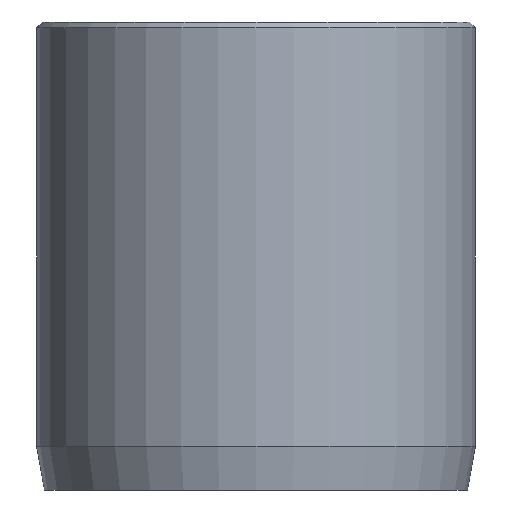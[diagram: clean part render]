
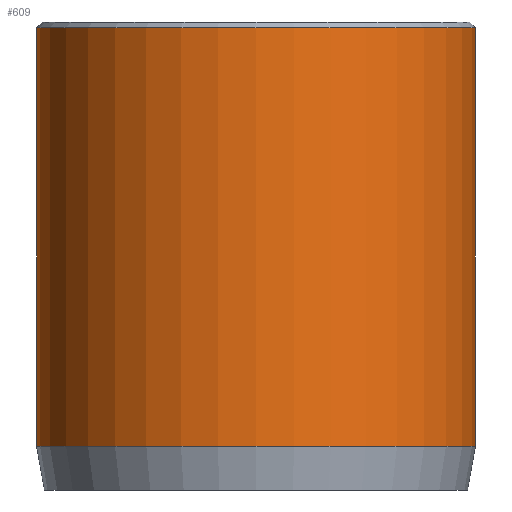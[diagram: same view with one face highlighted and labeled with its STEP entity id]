
A CAD part, front view. The second image highlights one B-rep face of the part: STEP entity #609.
In plain terms, the highlighted cylindrical face has radius 7.5 mm (diameter 15 mm), a partial arc.
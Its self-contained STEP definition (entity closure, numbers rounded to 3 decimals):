
#56 = ORIENTED_EDGE ( 'NONE', *, *, #777, .T. ) ;
#60 = EDGE_CURVE ( 'NONE', #161, #208, #1008, .T. ) ;
#72 = CARTESIAN_POINT ( 'NONE',  ( 7.5, 0., 1.5 ) ) ;
#92 = DIRECTION ( 'NONE',  ( 0., 0., 1. ) ) ;
#123 = CARTESIAN_POINT ( 'NONE',  ( -7.5, 0., 15.8 ) ) ;
#155 = DIRECTION ( 'NONE',  ( 1., 0., 0. ) ) ;
#161 = VERTEX_POINT ( 'NONE', #178 ) ;
#178 = CARTESIAN_POINT ( 'NONE',  ( 7.5, 0., 15.8 ) ) ;
#186 = EDGE_LOOP ( 'NONE', ( #965, #723, #773, #56 ) ) ;
#208 = VERTEX_POINT ( 'NONE', #72 ) ;
#214 = CARTESIAN_POINT ( 'NONE',  ( 0., 0., 15.8 ) ) ;
#227 = DIRECTION ( 'NONE',  ( 0., 0., -1. ) ) ;
#293 = EDGE_CURVE ( 'NONE', #708, #1178, #425, .T. ) ;
#336 = DIRECTION ( 'NONE',  ( 0., 0., -1. ) ) ;
#350 = CARTESIAN_POINT ( 'NONE',  ( 7.5, 0., 16. ) ) ;
#374 = AXIS2_PLACEMENT_3D ( 'NONE', #1068, #1021, #1006 ) ;
#425 = LINE ( 'NONE', #624, #1116 ) ;
#486 = EDGE_CURVE ( 'NONE', #161, #708, #537, .T. ) ;
#537 = CIRCLE ( 'NONE', #993, 7.5 ) ;
#559 = DIRECTION ( 'NONE',  ( 1., 0., 0. ) ) ;
#609 = ADVANCED_FACE ( 'NONE', ( #644 ), #1093, .T. ) ;
#624 = CARTESIAN_POINT ( 'NONE',  ( -7.5, 0., 16. ) ) ;
#644 = FACE_OUTER_BOUND ( 'NONE', #186, .T. ) ;
#650 = DIRECTION ( 'NONE',  ( 0., 0., -1. ) ) ;
#708 = VERTEX_POINT ( 'NONE', #123 ) ;
#723 = ORIENTED_EDGE ( 'NONE', *, *, #486, .T. ) ;
#773 = ORIENTED_EDGE ( 'NONE', *, *, #293, .T. ) ;
#776 = CIRCLE ( 'NONE', #1192, 7.5 ) ;
#777 = EDGE_CURVE ( 'NONE', #1178, #208, #776, .T. ) ;
#831 = CARTESIAN_POINT ( 'NONE',  ( 0., 0., 1.5 ) ) ;
#840 = CARTESIAN_POINT ( 'NONE',  ( -7.5, 0., 1.5 ) ) ;
#965 = ORIENTED_EDGE ( 'NONE', *, *, #60, .F. ) ;
#993 = AXIS2_PLACEMENT_3D ( 'NONE', #214, #227, #155 ) ;
#1006 = DIRECTION ( 'NONE',  ( -1., 0., 0. ) ) ;
#1008 = LINE ( 'NONE', #350, #1034 ) ;
#1021 = DIRECTION ( 'NONE',  ( 0., 0., -1. ) ) ;
#1034 = VECTOR ( 'NONE', #336, 1000. ) ;
#1068 = CARTESIAN_POINT ( 'NONE',  ( 0., 0., 16. ) ) ;
#1093 = CYLINDRICAL_SURFACE ( 'NONE', #374, 7.5 ) ;
#1116 = VECTOR ( 'NONE', #650, 1000. ) ;
#1178 = VERTEX_POINT ( 'NONE', #840 ) ;
#1192 = AXIS2_PLACEMENT_3D ( 'NONE', #831, #92, #559 ) ;
